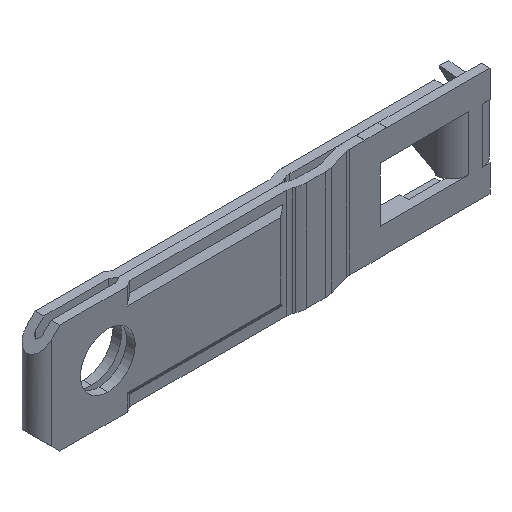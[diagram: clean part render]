
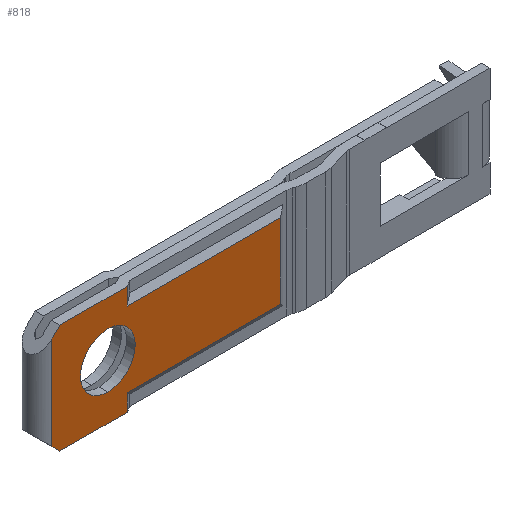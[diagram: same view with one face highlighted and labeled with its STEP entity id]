
A CAD part, isometric view. The second image highlights one B-rep face of the part: STEP entity #818.
In plain terms, the highlighted planar face has unit normal (0, -1, 0).
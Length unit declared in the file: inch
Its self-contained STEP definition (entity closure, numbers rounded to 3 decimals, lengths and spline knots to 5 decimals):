
#123 = EDGE_CURVE ( 'NONE', #8882, #1480, #4274, .T. ) ;
#201 = CARTESIAN_POINT ( 'NONE',  ( 0.17175, -0.02825, 0.1245 ) ) ;
#206 = CARTESIAN_POINT ( 'NONE',  ( 0.17175, -0.02825, 0.1245 ) ) ;
#228 = ORIENTED_EDGE ( 'NONE', *, *, #3719, .T. ) ;
#255 = DIRECTION ( 'NONE',  ( -0.707, 0., -0.707 ) ) ;
#257 = EDGE_CURVE ( 'NONE', #1240, #3304, #8630, .T. ) ;
#260 = ORIENTED_EDGE ( 'NONE', *, *, #8120, .F. ) ;
#322 = VECTOR ( 'NONE', #6018, 39.37008 ) ;
#330 = EDGE_LOOP ( 'NONE', ( #260, #459, #518, #5346, #4620, #4765, #1063, #917, #4345, #1153 ) ) ;
#338 = DIRECTION ( 'NONE',  ( 0., 0., 1. ) ) ;
#388 = CARTESIAN_POINT ( 'NONE',  ( 0.00912, -0.02825, 0.11538 ) ) ;
#397 = DIRECTION ( 'NONE',  ( 0., 1., 0. ) ) ;
#427 = PLANE ( 'NONE',  #8542 ) ;
#459 = ORIENTED_EDGE ( 'NONE', *, *, #257, .T. ) ;
#504 = CARTESIAN_POINT ( 'NONE',  ( 0., -0.02825, 0.10625 ) ) ;
#518 = ORIENTED_EDGE ( 'NONE', *, *, #2457, .T. ) ;
#650 = CARTESIAN_POINT ( 'NONE',  ( 0., -0.02825, 0.1245 ) ) ;
#733 = CARTESIAN_POINT ( 'NONE',  ( 0.52175, -0.02825, 0.08571 ) ) ;
#791 = EDGE_LOOP ( 'NONE', ( #2745, #228 ) ) ;
#818 = ADVANCED_FACE ( 'NONE', ( #3138, #5068 ), #427, .F. ) ;
#917 = ORIENTED_EDGE ( 'NONE', *, *, #7908, .F. ) ;
#962 = VECTOR ( 'NONE', #2548, 39.37008 ) ;
#991 = CARTESIAN_POINT ( 'NONE',  ( 0.12775, -0.02825, 0. ) ) ;
#1063 = ORIENTED_EDGE ( 'NONE', *, *, #5675, .T. ) ;
#1099 = CARTESIAN_POINT ( 'NONE',  ( 0.17175, -0.02825, 0.1245 ) ) ;
#1107 = DIRECTION ( 'NONE',  ( 1., 0., 0. ) ) ;
#1153 = ORIENTED_EDGE ( 'NONE', *, *, #2430, .F. ) ;
#1170 = DIRECTION ( 'NONE',  ( 0., 0., -1. ) ) ;
#1222 = DIRECTION ( 'NONE',  ( 0., 0., 1. ) ) ;
#1240 = VERTEX_POINT ( 'NONE', #7381 ) ;
#1329 = CARTESIAN_POINT ( 'NONE',  ( 0.17175, -0.02825, -0.08571 ) ) ;
#1461 = DIRECTION ( 'NONE',  ( 0., 1., 0. ) ) ;
#1480 = VERTEX_POINT ( 'NONE', #2481 ) ;
#1655 = CARTESIAN_POINT ( 'NONE',  ( 0.12775, -0.02825, 0. ) ) ;
#1723 = DIRECTION ( 'NONE',  ( 0., 0., 1. ) ) ;
#1839 = CARTESIAN_POINT ( 'NONE',  ( 0.15414, -0.02825, 0.08571 ) ) ;
#2060 = CARTESIAN_POINT ( 'NONE',  ( 0., -0.02825, 0.1245 ) ) ;
#2194 = DIRECTION ( 'NONE',  ( 1., 0., 0. ) ) ;
#2407 = CARTESIAN_POINT ( 'NONE',  ( 0.52175, -0.02825, 0.1 ) ) ;
#2430 = EDGE_CURVE ( 'NONE', #3690, #4537, #2883, .T. ) ;
#2457 = EDGE_CURVE ( 'NONE', #3304, #4101, #4481, .T. ) ;
#2481 = CARTESIAN_POINT ( 'NONE',  ( 0.12775, -0.02825, -0.0625 ) ) ;
#2548 = DIRECTION ( 'NONE',  ( 0., 0., -1. ) ) ;
#2624 = VECTOR ( 'NONE', #1107, 39.37008 ) ;
#2745 = ORIENTED_EDGE ( 'NONE', *, *, #123, .T. ) ;
#2883 = LINE ( 'NONE', #1099, #962 ) ;
#2906 = CARTESIAN_POINT ( 'NONE',  ( 0.15414, -0.02825, -0.08571 ) ) ;
#2929 = VECTOR ( 'NONE', #6730, 39.37008 ) ;
#3019 = DIRECTION ( 'NONE',  ( 1., 0., 0. ) ) ;
#3058 = VERTEX_POINT ( 'NONE', #5178 ) ;
#3063 = EDGE_CURVE ( 'NONE', #9074, #3058, #6857, .T. ) ;
#3066 = CARTESIAN_POINT ( 'NONE',  ( 0.17175, -0.02825, 0.08571 ) ) ;
#3138 = FACE_BOUND ( 'NONE', #791, .T. ) ;
#3304 = VERTEX_POINT ( 'NONE', #504 ) ;
#3522 = VERTEX_POINT ( 'NONE', #733 ) ;
#3690 = VERTEX_POINT ( 'NONE', #201 ) ;
#3719 = EDGE_CURVE ( 'NONE', #1480, #8882, #7634, .T. ) ;
#3873 = VECTOR ( 'NONE', #2194, 39.37008 ) ;
#3938 = VECTOR ( 'NONE', #7542, 39.37008 ) ;
#4101 = VERTEX_POINT ( 'NONE', #5617 ) ;
#4102 = CARTESIAN_POINT ( 'NONE',  ( 0.52175, -0.02825, -0.08571 ) ) ;
#4274 = CIRCLE ( 'NONE', #6107, 0.0625 ) ;
#4345 = ORIENTED_EDGE ( 'NONE', *, *, #6122, .F. ) ;
#4481 = LINE ( 'NONE', #5493, #8287 ) ;
#4512 = CARTESIAN_POINT ( 'NONE',  ( 0.01825, -0.02825, -0.1245 ) ) ;
#4537 = VERTEX_POINT ( 'NONE', #3066 ) ;
#4554 = LINE ( 'NONE', #1839, #2624 ) ;
#4620 = ORIENTED_EDGE ( 'NONE', *, *, #3063, .T. ) ;
#4710 = VECTOR ( 'NONE', #3019, 39.37008 ) ;
#4765 = ORIENTED_EDGE ( 'NONE', *, *, #7497, .F. ) ;
#4785 = VERTEX_POINT ( 'NONE', #4102 ) ;
#5068 = FACE_OUTER_BOUND ( 'NONE', #330, .T. ) ;
#5178 = CARTESIAN_POINT ( 'NONE',  ( 0.17175, -0.02825, -0.1245 ) ) ;
#5346 = ORIENTED_EDGE ( 'NONE', *, *, #9199, .T. ) ;
#5493 = CARTESIAN_POINT ( 'NONE',  ( 0., -0.02825, 0.1245 ) ) ;
#5617 = CARTESIAN_POINT ( 'NONE',  ( 0., -0.02825, -0.10625 ) ) ;
#5649 = CARTESIAN_POINT ( 'NONE',  ( 0.12775, -0.02825, 0.0625 ) ) ;
#5675 = EDGE_CURVE ( 'NONE', #8122, #4785, #7925, .T. ) ;
#5758 = LINE ( 'NONE', #2407, #2929 ) ;
#6018 = DIRECTION ( 'NONE',  ( 0., 0., -1. ) ) ;
#6047 = DIRECTION ( 'NONE',  ( 0., 1., 0. ) ) ;
#6107 = AXIS2_PLACEMENT_3D ( 'NONE', #1655, #1461, #1222 ) ;
#6122 = EDGE_CURVE ( 'NONE', #4537, #3522, #4554, .T. ) ;
#6610 = CARTESIAN_POINT ( 'NONE',  ( 0., -0.02825, -0.1245 ) ) ;
#6730 = DIRECTION ( 'NONE',  ( 0., 0., -1. ) ) ;
#6857 = LINE ( 'NONE', #6610, #4710 ) ;
#7118 = DIRECTION ( 'NONE',  ( 1., 0., 0. ) ) ;
#7224 = VECTOR ( 'NONE', #255, 39.37008 ) ;
#7381 = CARTESIAN_POINT ( 'NONE',  ( 0.01825, -0.02825, 0.1245 ) ) ;
#7497 = EDGE_CURVE ( 'NONE', #8122, #3058, #8225, .T. ) ;
#7542 = DIRECTION ( 'NONE',  ( 0.707, 0., -0.707 ) ) ;
#7634 = CIRCLE ( 'NONE', #9008, 0.0625 ) ;
#7771 = LINE ( 'NONE', #8208, #3938 ) ;
#7908 = EDGE_CURVE ( 'NONE', #3522, #4785, #5758, .T. ) ;
#7925 = LINE ( 'NONE', #2906, #3873 ) ;
#8120 = EDGE_CURVE ( 'NONE', #1240, #3690, #8741, .T. ) ;
#8122 = VERTEX_POINT ( 'NONE', #1329 ) ;
#8208 = CARTESIAN_POINT ( 'NONE',  ( -0.11537, -0.02825, 0.00912 ) ) ;
#8225 = LINE ( 'NONE', #206, #322 ) ;
#8287 = VECTOR ( 'NONE', #1170, 39.37008 ) ;
#8542 = AXIS2_PLACEMENT_3D ( 'NONE', #650, #397, #338 ) ;
#8630 = LINE ( 'NONE', #388, #7224 ) ;
#8741 = LINE ( 'NONE', #2060, #8955 ) ;
#8882 = VERTEX_POINT ( 'NONE', #5649 ) ;
#8955 = VECTOR ( 'NONE', #7118, 39.37008 ) ;
#9008 = AXIS2_PLACEMENT_3D ( 'NONE', #991, #6047, #1723 ) ;
#9074 = VERTEX_POINT ( 'NONE', #4512 ) ;
#9199 = EDGE_CURVE ( 'NONE', #4101, #9074, #7771, .T. ) ;
